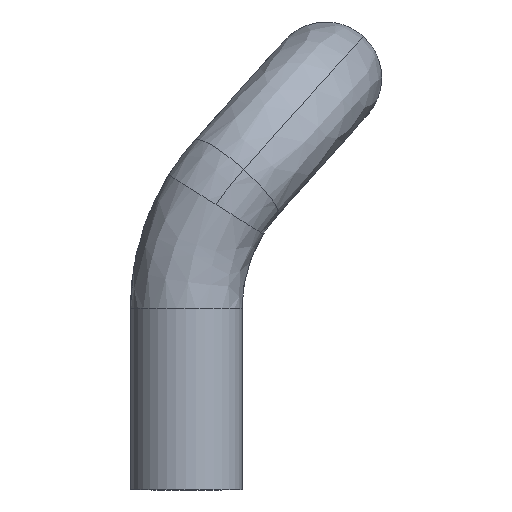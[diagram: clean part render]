
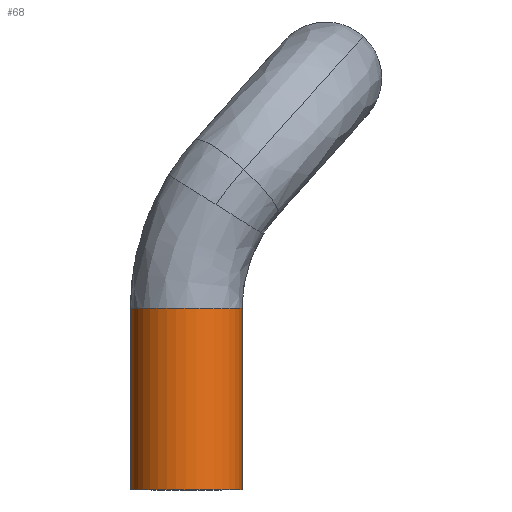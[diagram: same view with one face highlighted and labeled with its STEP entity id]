
A CAD part, left-side view. The second image highlights one B-rep face of the part: STEP entity #68.
In plain terms, the highlighted cylindrical face has radius 4 mm (diameter 8 mm), a partial arc.
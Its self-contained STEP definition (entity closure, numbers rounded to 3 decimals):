
#68=ADVANCED_FACE('',(#353),#352,.T.);
#352=CYLINDRICAL_SURFACE('',#861,4.);
#353=FACE_OUTER_BOUND('',#862,.T.);
#858=CARTESIAN_POINT('',(-50.,10.,-19.));
#859=DIRECTION('',(0.,0.,-1.));
#860=DIRECTION('',(0.,-1.,0.));
#861=AXIS2_PLACEMENT_3D('',#858,#859,#860);
#862=EDGE_LOOP('',(#995,#996,#997,#998));
#995=ORIENTED_EDGE('',*,*,#1005,.T.);
#996=ORIENTED_EDGE('',*,*,#1070,.F.);
#997=ORIENTED_EDGE('',*,*,#1052,.F.);
#998=ORIENTED_EDGE('',*,*,#1071,.T.);
#1005=EDGE_CURVE('',#1073,#1072,#1080,.T.);
#1052=EDGE_CURVE('',#1382,#1368,#1395,.T.);
#1070=EDGE_CURVE('',#1368,#1072,#1510,.T.);
#1071=EDGE_CURVE('',#1382,#1073,#1516,.T.);
#1072=VERTEX_POINT('',#1522);
#1073=VERTEX_POINT('',#1523);
#1080=CIRCLE('',#1531,4.);
#1368=VERTEX_POINT('',#1726);
#1382=VERTEX_POINT('',#1735);
#1395=CIRCLE('',#1746,4.);
#1510=(BOUNDED_CURVE() B_SPLINE_CURVE(1,(#1808,#1809),.UNSPECIFIED.,.F.,.F.) B_SPLINE_CURVE_WITH_KNOTS((2,2),(0.083,0.917),.UNSPECIFIED.) CURVE() GEOMETRIC_REPRESENTATION_ITEM() RATIONAL_B_SPLINE_CURVE((1.,1.)) REPRESENTATION_ITEM('') );
#1516=(BOUNDED_CURVE() B_SPLINE_CURVE(1,(#1810,#1811),.UNSPECIFIED.,.F.,.F.) B_SPLINE_CURVE_WITH_KNOTS((2,2),(0.083,0.917),.UNSPECIFIED.) CURVE() GEOMETRIC_REPRESENTATION_ITEM() RATIONAL_B_SPLINE_CURVE((0.75,0.75)) REPRESENTATION_ITEM('') );
#1522=CARTESIAN_POINT('',(-50.,6.,-25.5));
#1523=CARTESIAN_POINT('',(-50.,14.,-25.5));
#1528=CARTESIAN_POINT('',(-50.,10.,-25.5));
#1529=DIRECTION('',(0.,0.,1.));
#1530=DIRECTION('',(0.,1.,0.));
#1531=AXIS2_PLACEMENT_3D('',#1528,#1529,#1530);
#1726=CARTESIAN_POINT('',(-50.,6.,-12.5));
#1735=CARTESIAN_POINT('',(-50.,14.,-12.5));
#1743=CARTESIAN_POINT('',(-50.,10.,-12.5));
#1744=DIRECTION('',(0.,0.,1.));
#1745=DIRECTION('',(1.,0.,0.));
#1746=AXIS2_PLACEMENT_3D('',#1743,#1744,#1745);
#1808=CARTESIAN_POINT('',(-50.,6.,-12.5));
#1809=CARTESIAN_POINT('',(-50.,6.,-25.5));
#1810=CARTESIAN_POINT('',(-50.,14.,-12.5));
#1811=CARTESIAN_POINT('',(-50.,14.,-25.5));
